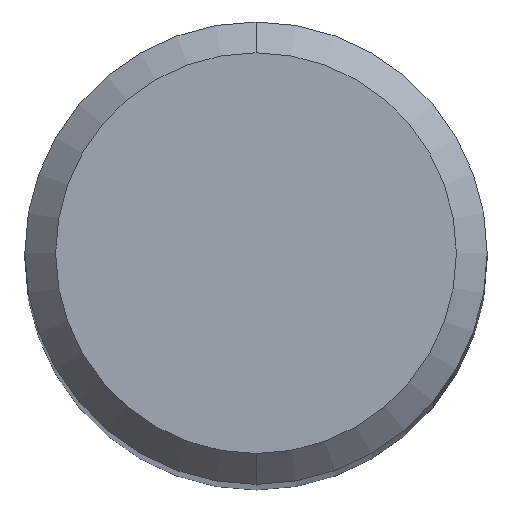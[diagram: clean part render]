
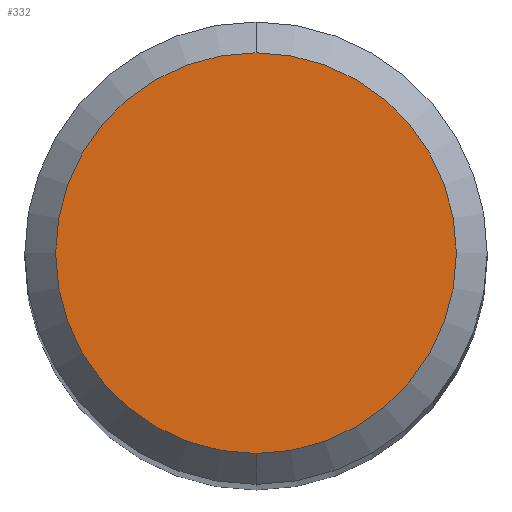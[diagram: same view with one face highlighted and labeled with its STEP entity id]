
A CAD part, top view. The second image highlights one B-rep face of the part: STEP entity #332.
In plain terms, the highlighted planar face has unit normal (0, 0, 1).
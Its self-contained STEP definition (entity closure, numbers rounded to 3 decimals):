
#332=ADVANCED_FACE('',(#945),#946,.T.);
#350=VERTEX_POINT('',#964);
#652=EDGE_CURVE('',#798,#350,#1295,.T.);
#718=EDGE_CURVE('',#350,#798,#1367,.T.);
#798=VERTEX_POINT('',#1456);
#945=FACE_OUTER_BOUND('',#1634,.T.);
#946=PLANE('',#1635);
#964=CARTESIAN_POINT('',(0.0,2.6,0.0));
#1295=CIRCLE('',#4473,2.6);
#1367=CIRCLE('',#4940,2.6);
#1456=CARTESIAN_POINT('',(0.,-2.6,0.0));
#1634=EDGE_LOOP('',(#9547,#9548));
#1635=AXIS2_PLACEMENT_3D('',#9549,#9550,#9551);
#4473=AXIS2_PLACEMENT_3D('',#9878,#9879,#9880);
#4940=AXIS2_PLACEMENT_3D('',#9954,#9955,#9956);
#9547=ORIENTED_EDGE('',*,*,#718,.F.);
#9548=ORIENTED_EDGE('',*,*,#652,.F.);
#9549=CARTESIAN_POINT('',(0.0,1.3,0.0));
#9550=DIRECTION('',(-0.0,0.0,1.0));
#9551=DIRECTION('',(0.0,-1.0,0.0));
#9878=CARTESIAN_POINT('',(0.0,0.0,0.0));
#9879=DIRECTION('',(0.0,0.0,-1.0));
#9880=DIRECTION('',(0.0,1.0,0.0));
#9954=CARTESIAN_POINT('',(0.0,0.0,0.0));
#9955=DIRECTION('',(0.0,0.0,-1.0));
#9956=DIRECTION('',(0.0,1.0,0.0));
